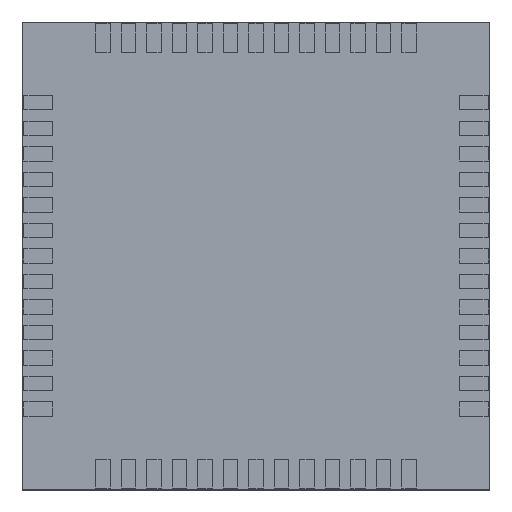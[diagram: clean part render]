
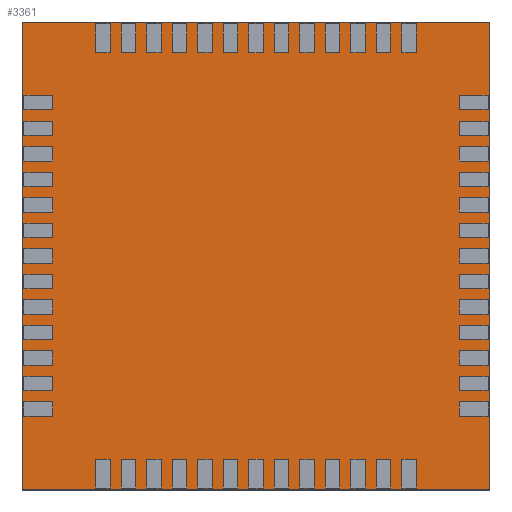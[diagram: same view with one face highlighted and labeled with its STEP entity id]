
A CAD part, top view. The second image highlights one B-rep face of the part: STEP entity #3361.
In plain terms, the highlighted planar face has unit normal (0, 0, 1).
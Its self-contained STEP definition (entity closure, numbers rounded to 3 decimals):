
#75=FACE_OUTER_BOUND($,#393,.T.);
#393=EDGE_LOOP($,(#1786,#1787,#1788,#1789));
#708=VERTEX_POINT($,#6682);
#709=VERTEX_POINT($,#6684);
#711=VERTEX_POINT($,#6690);
#713=VERTEX_POINT($,#6696);
#1132=EDGE_CURVE($,#709,#708,#3794,.T.);
#1135=EDGE_CURVE($,#711,#709,#3797,.T.);
#1138=EDGE_CURVE($,#713,#711,#3800,.T.);
#1141=EDGE_CURVE($,#708,#713,#3803,.T.);
#1786=ORIENTED_EDGE($,*,*,#1141,.T.);
#1787=ORIENTED_EDGE($,*,*,#1138,.T.);
#1788=ORIENTED_EDGE($,*,*,#1135,.T.);
#1789=ORIENTED_EDGE($,*,*,#1132,.T.);
#3043=PLANE($,#5074);
#3361=ADVANCED_FACE($,(#75),#3043,.T.);
#3794=LINE($,#6685,#4434);
#3797=LINE($,#6691,#4437);
#3800=LINE($,#6697,#4440);
#3803=LINE($,#6701,#4443);
#4434=VECTOR($,#5397,2.749);
#4437=VECTOR($,#5402,2.749);
#4440=VECTOR($,#5407,2.749);
#4443=VECTOR($,#5412,2.749);
#5074=AXIS2_PLACEMENT_3D($,#6703,#5415,#5416);
#5397=DIRECTION($,(0.,1.,0.));
#5402=DIRECTION($,(1.,0.,0.));
#5407=DIRECTION($,(0.,-1.,0.));
#5412=DIRECTION($,(-1.,0.,0.));
#5415=DIRECTION('center_axis',(0.,0.,1.));
#5416=DIRECTION('ref_axis',(1.,0.,0.));
#6682=CARTESIAN_POINT('',(1.374,1.374,0.7));
#6684=CARTESIAN_POINT('',(1.374,-1.374,0.7));
#6685=CARTESIAN_POINT($,(1.374,1.374,0.7));
#6690=CARTESIAN_POINT('',(-1.374,-1.374,0.7));
#6691=CARTESIAN_POINT($,(1.374,-1.374,0.7));
#6696=CARTESIAN_POINT('',(-1.374,1.374,0.7));
#6697=CARTESIAN_POINT($,(-1.374,-1.374,0.7));
#6701=CARTESIAN_POINT($,(-1.374,1.374,0.7));
#6703=CARTESIAN_POINT('Origin',(0.,0.,0.7));
